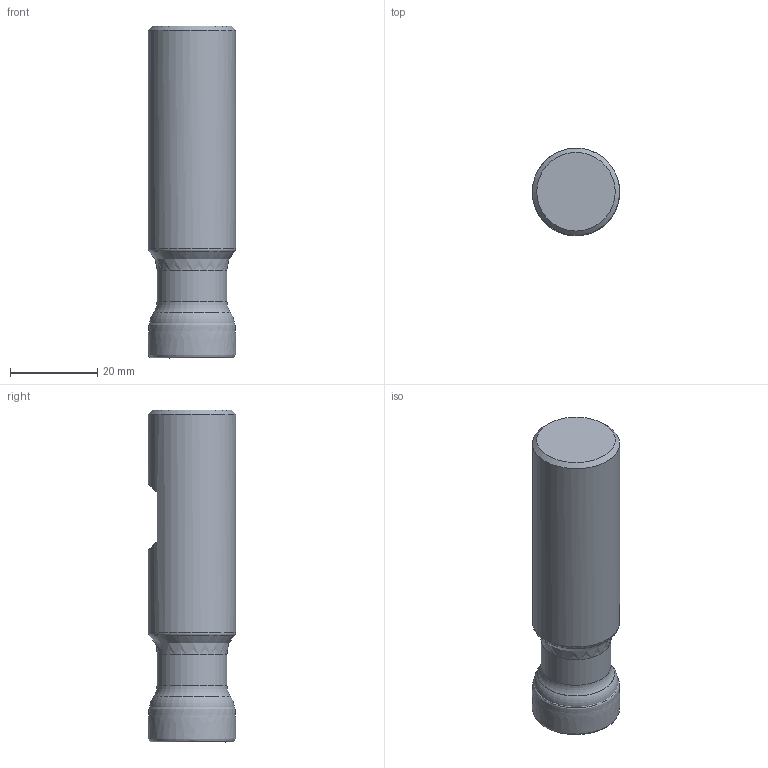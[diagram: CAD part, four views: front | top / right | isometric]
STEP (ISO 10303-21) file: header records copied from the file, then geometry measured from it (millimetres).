
FILE_DESCRIPTION(/* description */ (''),/* implementation_level */ '2;1');
FILE_NAME(/* name */ 'toolassembly_1.stp',/* time_stamp */ '2019-03-21T13:50:21+01:00',/* author */ (''),/* organization */ ('SMS'),/* preprocessor_version */ 'ST-DEVELOPER v15',/* originating_system */ 'SIEMENS PLM Software NX 8.5',/* authorisation */ '');
FILE_SCHEMA (('AUTOMOTIVE_DESIGN { 1 0 10303 214 3 1 1 1 }'));
Length unit declared in the file: millimetre
Products named in the file (4): CUT_20190321134943; NOCUT_20190321134933; ASSEMBLY_CONSTRUCTION; TOOLASSEMBLY_1
Assembly tree (3 placements, depth 2):
  TOOLASSEMBLY_1
    ASSEMBLY_CONSTRUCTION
    NOCUT_20190321134933
    CUT_20190321134943
Bounding box: 19.99 x 19.99 x 76.02 mm (x, y, z)
Volume: 24170.2 mm3; surface area: 6278.6 mm2
Topology: 2 solids, 2 shells, 18 faces, 38 edges, 30 vertices
Faces by surface type: plane 6, cone 4, torus 4, cylinder 2, bspline 1, revolution 1
Full cylindrical faces by diameter (mm): 16 x1, 19.994 x1
Entity records: 5407 total; most frequent: CARTESIAN_POINT 4912, DIRECTION 89, AXIS2_PLACEMENT_3D 42, ORIENTED_EDGE 38, EDGE_LOOP 30, FACE_BOUND 26, EDGE_CURVE 19, ADVANCED_FACE 18
